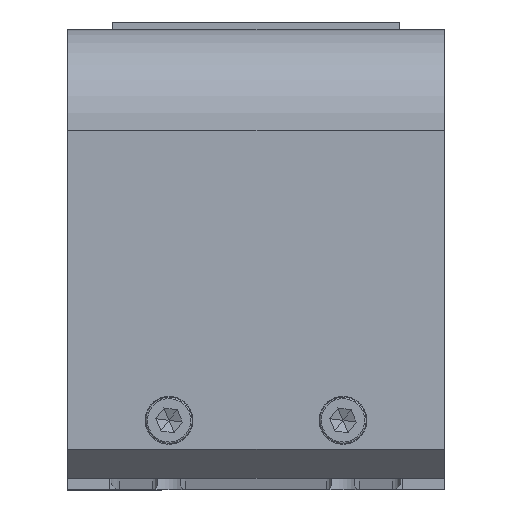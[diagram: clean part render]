
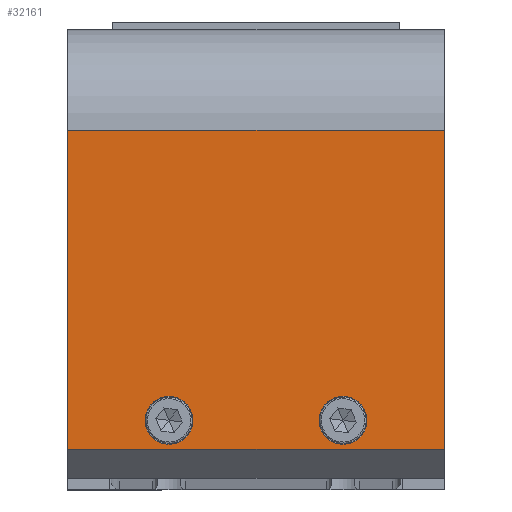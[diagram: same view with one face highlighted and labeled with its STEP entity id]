
A CAD part, top view. The second image highlights one B-rep face of the part: STEP entity #32161.
In plain terms, the highlighted planar face has unit normal (0, 0, 1).
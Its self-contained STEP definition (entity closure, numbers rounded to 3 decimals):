
#542 = DIRECTION ( 'NONE',  ( 0., -1., 0. ) ) ;
#1796 = DIRECTION ( 'NONE',  ( -1., 0., 0. ) ) ;
#3970 = ORIENTED_EDGE ( 'NONE', *, *, #24218, .T. ) ;
#5182 = ORIENTED_EDGE ( 'NONE', *, *, #98840, .F. ) ;
#12393 = EDGE_CURVE ( 'NONE', #86974, #43481, #50096, .T. ) ;
#12618 = AXIS2_PLACEMENT_3D ( 'NONE', #184207, #95384, #79944 ) ;
#21939 = CARTESIAN_POINT ( 'NONE',  ( 208.467, 307.762, 762.525 ) ) ;
#22376 = EDGE_CURVE ( 'NONE', #169725, #138921, #138796, .T. ) ;
#23056 = CARTESIAN_POINT ( 'NONE',  ( 78.467, 197.762, 762.525 ) ) ;
#23405 = VERTEX_POINT ( 'NONE', #23056 ) ;
#24218 = EDGE_CURVE ( 'NONE', #86974, #221493, #128332, .T. ) ;
#26317 = CARTESIAN_POINT ( 'NONE',  ( 113.467, 207.762, 762.525 ) ) ;
#27250 = VECTOR ( 'NONE', #542, 1000. ) ;
#31901 = CARTESIAN_POINT ( 'NONE',  ( 165.217, 207.762, 762.525 ) ) ;
#32161 = ADVANCED_FACE ( 'NONE', ( #156808, #63388, #62213 ), #65684, .F. ) ;
#32989 = CARTESIAN_POINT ( 'NONE',  ( 173.467, 207.762, 762.525 ) ) ;
#42708 = ORIENTED_EDGE ( 'NONE', *, *, #22376, .F. ) ;
#43481 = VERTEX_POINT ( 'NONE', #119971 ) ;
#45760 = DIRECTION ( 'NONE',  ( 0., 0., -1. ) ) ;
#50096 = LINE ( 'NONE', #169998, #204464 ) ;
#50738 = CARTESIAN_POINT ( 'NONE',  ( 208.467, 307.762, 762.525 ) ) ;
#60606 = VECTOR ( 'NONE', #136107, 1000. ) ;
#62213 = FACE_OUTER_BOUND ( 'NONE', #62925, .T. ) ;
#62899 = DIRECTION ( 'NONE',  ( 0., 0., 1. ) ) ;
#62925 = EDGE_LOOP ( 'NONE', ( #117114, #5182, #222234, #3970 ) ) ;
#63388 = FACE_BOUND ( 'NONE', #231846, .T. ) ;
#65684 = PLANE ( 'NONE',  #107034 ) ;
#67638 = EDGE_LOOP ( 'NONE', ( #100667, #103266 ) ) ;
#69174 = CIRCLE ( 'NONE', #12618, 8.25 ) ;
#71266 = DIRECTION ( 'NONE',  ( 0., 0., 1. ) ) ;
#73557 = CARTESIAN_POINT ( 'NONE',  ( 173.467, 207.762, 762.525 ) ) ;
#79944 = DIRECTION ( 'NONE',  ( 1., 0., 0. ) ) ;
#81179 = DIRECTION ( 'NONE',  ( 0., -1., 0. ) ) ;
#84489 = LINE ( 'NONE', #203908, #27250 ) ;
#86974 = VERTEX_POINT ( 'NONE', #50738 ) ;
#95384 = DIRECTION ( 'NONE',  ( 0., 0., 1. ) ) ;
#98840 = EDGE_CURVE ( 'NONE', #43481, #23405, #178391, .T. ) ;
#100667 = ORIENTED_EDGE ( 'NONE', *, *, #190026, .F. ) ;
#103266 = ORIENTED_EDGE ( 'NONE', *, *, #228151, .F. ) ;
#103601 = CARTESIAN_POINT ( 'NONE',  ( 181.717, 207.762, 762.525 ) ) ;
#105554 = DIRECTION ( 'NONE',  ( 1., 0., 0. ) ) ;
#105596 = EDGE_CURVE ( 'NONE', #138921, #169725, #172621, .T. ) ;
#107034 = AXIS2_PLACEMENT_3D ( 'NONE', #155657, #45760, #228980 ) ;
#116140 = CIRCLE ( 'NONE', #202948, 8.25 ) ;
#117114 = ORIENTED_EDGE ( 'NONE', *, *, #194832, .T. ) ;
#119610 = DIRECTION ( 'NONE',  ( 1., 0., 0. ) ) ;
#119971 = CARTESIAN_POINT ( 'NONE',  ( 208.467, 197.762, 762.525 ) ) ;
#128332 = LINE ( 'NONE', #21939, #192393 ) ;
#136107 = DIRECTION ( 'NONE',  ( -1., 0., 0. ) ) ;
#138796 = CIRCLE ( 'NONE', #184133, 8.25 ) ;
#138921 = VERTEX_POINT ( 'NONE', #103601 ) ;
#145183 = VERTEX_POINT ( 'NONE', #190186 ) ;
#155657 = CARTESIAN_POINT ( 'NONE',  ( 208.467, 197.762, 762.525 ) ) ;
#156808 = FACE_BOUND ( 'NONE', #67638, .T. ) ;
#161864 = DIRECTION ( 'NONE',  ( 1., 0., 0. ) ) ;
#169725 = VERTEX_POINT ( 'NONE', #31901 ) ;
#169998 = CARTESIAN_POINT ( 'NONE',  ( 208.467, 197.762, 762.525 ) ) ;
#171348 = CARTESIAN_POINT ( 'NONE',  ( 78.467, 307.762, 762.525 ) ) ;
#171681 = CARTESIAN_POINT ( 'NONE',  ( 208.467, 197.762, 762.525 ) ) ;
#172621 = CIRCLE ( 'NONE', #202800, 8.25 ) ;
#173051 = ORIENTED_EDGE ( 'NONE', *, *, #105596, .F. ) ;
#178391 = LINE ( 'NONE', #171681, #60606 ) ;
#184133 = AXIS2_PLACEMENT_3D ( 'NONE', #73557, #71266, #105554 ) ;
#184207 = CARTESIAN_POINT ( 'NONE',  ( 113.467, 207.762, 762.525 ) ) ;
#190026 = EDGE_CURVE ( 'NONE', #145183, #233278, #116140, .T. ) ;
#190186 = CARTESIAN_POINT ( 'NONE',  ( 121.717, 207.762, 762.525 ) ) ;
#192393 = VECTOR ( 'NONE', #1796, 1000. ) ;
#194832 = EDGE_CURVE ( 'NONE', #221493, #23405, #84489, .T. ) ;
#202800 = AXIS2_PLACEMENT_3D ( 'NONE', #32989, #231669, #161864 ) ;
#202948 = AXIS2_PLACEMENT_3D ( 'NONE', #26317, #62899, #119610 ) ;
#203908 = CARTESIAN_POINT ( 'NONE',  ( 78.467, 197.762, 762.525 ) ) ;
#204464 = VECTOR ( 'NONE', #81179, 1000. ) ;
#221493 = VERTEX_POINT ( 'NONE', #171348 ) ;
#222234 = ORIENTED_EDGE ( 'NONE', *, *, #12393, .F. ) ;
#223765 = CARTESIAN_POINT ( 'NONE',  ( 105.217, 207.762, 762.525 ) ) ;
#228151 = EDGE_CURVE ( 'NONE', #233278, #145183, #69174, .T. ) ;
#228980 = DIRECTION ( 'NONE',  ( -1., 0., 0. ) ) ;
#231669 = DIRECTION ( 'NONE',  ( 0., 0., 1. ) ) ;
#231846 = EDGE_LOOP ( 'NONE', ( #173051, #42708 ) ) ;
#233278 = VERTEX_POINT ( 'NONE', #223765 ) ;
